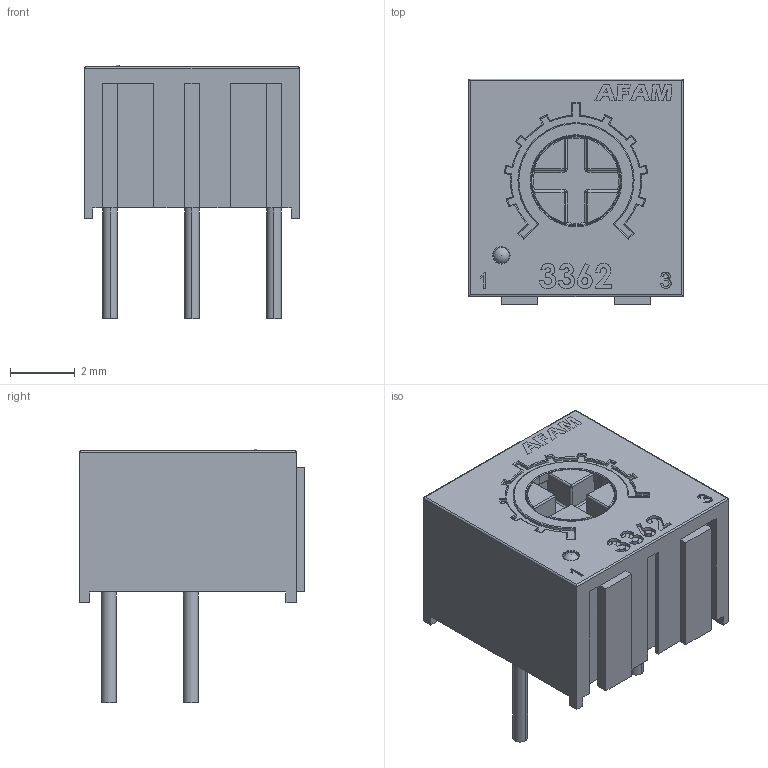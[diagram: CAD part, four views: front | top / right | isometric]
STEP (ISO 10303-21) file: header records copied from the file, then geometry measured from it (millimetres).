
FILE_DESCRIPTION (( 'STEP AP214' ), '1' );
FILE_NAME ('10K, BOURNS 3362P-103LF.STEP', '2018-07-07T08:51:54', ( '' ), ( '' ), 'SwSTEP 2.0', 'SolidWorks 2017', '' );
FILE_SCHEMA (( 'AUTOMOTIVE_DESIGN' ));
Length unit declared in the file: millimetre
Products named in the file (1): 10K,  BOURNS 3362P-103LF
Bounding box: 6.66 x 6.99 x 7.85 mm (x, y, z)
Volume: 194.4 mm3; surface area: 259.5 mm2
Topology: 4 solids, 4 shells, 325 faces, 898 edges, 593 vertices
Faces by surface type: plane 131, cylinder 97, bspline 64, torus 28, sphere 5
Entity records: 15334 total; most frequent: CARTESIAN_POINT 6492, ORIENTED_EDGE 1782, DIRECTION 1325, EDGE_CURVE 891, VERTEX_POINT 591, VECTOR 511, LINE 511, AXIS2_PLACEMENT_3D 407
